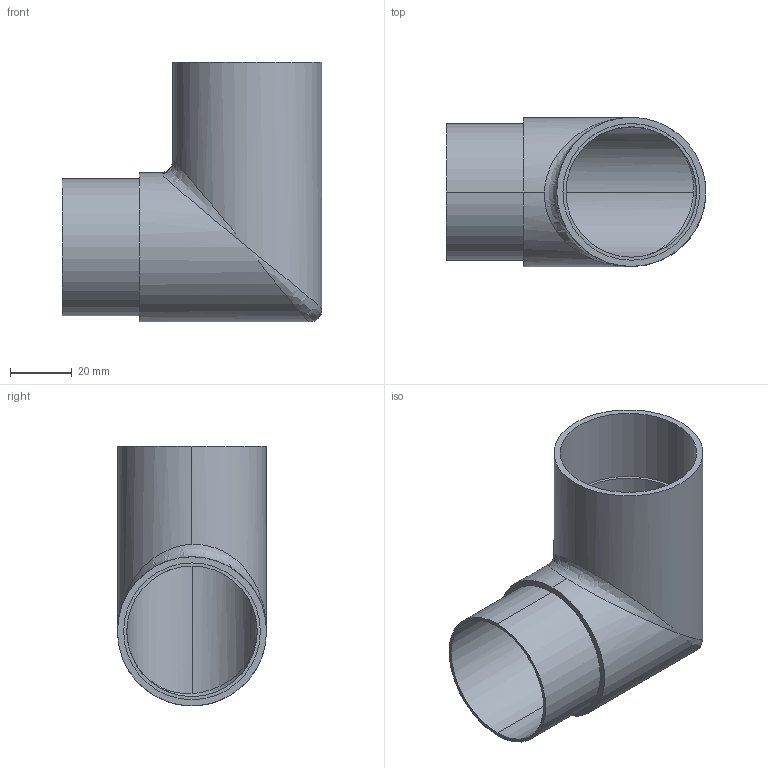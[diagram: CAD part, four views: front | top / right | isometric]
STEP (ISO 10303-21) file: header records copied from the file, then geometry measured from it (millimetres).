
FILE_DESCRIPTION (( 'STEP AP203' ), '1' );
FILE_NAME ('3D_GR1034_48.4x2_188850960.STEP', '2024-11-10T15:58:58', ( '' ), ( '' ), 'SwSTEP 2.0', 'SolidWorks 2023', '' );
FILE_SCHEMA (( 'CONFIG_CONTROL_DESIGN' ));
Length unit declared in the file: millimetre
Products named in the file (1): 3D_GR1034_48.4x2_188850960
Bounding box: 84.15 x 48.3 x 84.15 mm (x, y, z)
Volume: 40278.8 mm3; surface area: 34671 mm2
Topology: 1 solids, 1 shells, 20 faces, 52 edges, 28 vertices
Faces by surface type: cylinder 12, plane 4, bspline 4
Entity records: 5312 total; most frequent: CARTESIAN_POINT 4818, ORIENTED_EDGE 88, DIRECTION 78, EDGE_CURVE 44, AXIS2_PLACEMENT_3D 33, VERTEX_POINT 28, EDGE_LOOP 24, FACE_OUTER_BOUND 20
